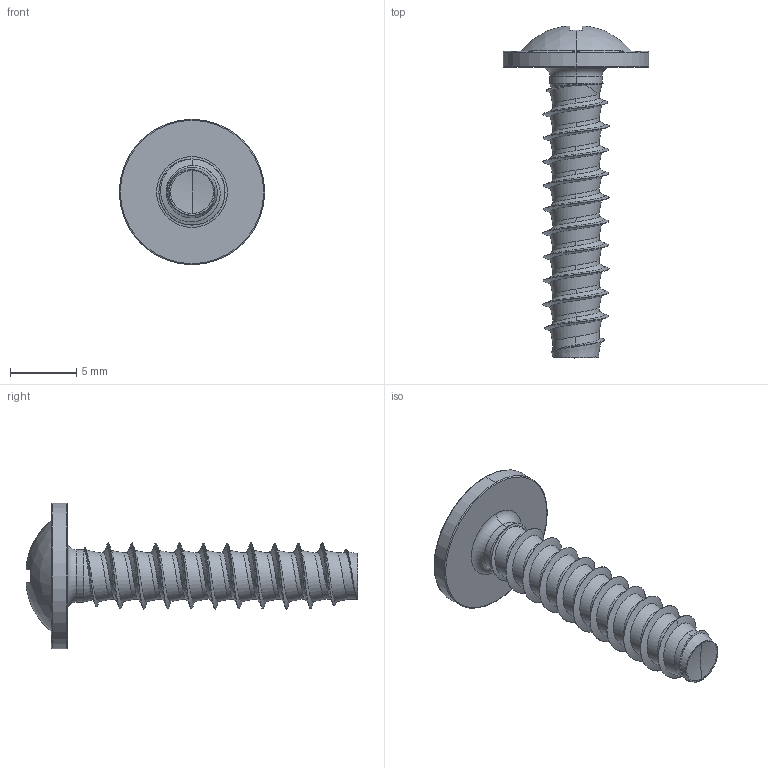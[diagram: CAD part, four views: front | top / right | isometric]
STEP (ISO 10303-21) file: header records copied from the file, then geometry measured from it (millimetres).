
FILE_DESCRIPTION (( 'STEP AP203' ), '1' );
FILE_NAME ('STP210500220.STEP', '2017-08-14T17:53:14', ( '' ), ( '' ), 'SwSTEP 2.0', 'SolidWorks 2015', '' );
FILE_SCHEMA (( 'CONFIG_CONTROL_DESIGN' ));
Length unit declared in the file: millimetre
Products named in the file (1): STP210500220
Bounding box: 11 x 25.12 x 11 mm (x, y, z)
Volume: 417.2 mm3; surface area: 654.1 mm2
Topology: 1 solids, 1 shells, 192 faces, 459 edges, 270 vertices
Faces by surface type: bspline 55, cylinder 48, plane 31, torus 30, sphere 20, cone 8
Entity records: 25384 total; most frequent: CARTESIAN_POINT 21367, ORIENTED_EDGE 914, DIRECTION 740, EDGE_CURVE 457, AXIS2_PLACEMENT_3D 324, VERTEX_POINT 270, EDGE_LOOP 195, FACE_OUTER_BOUND 192
